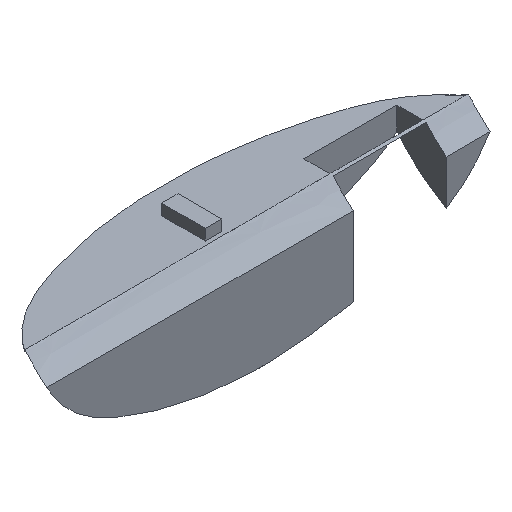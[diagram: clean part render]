
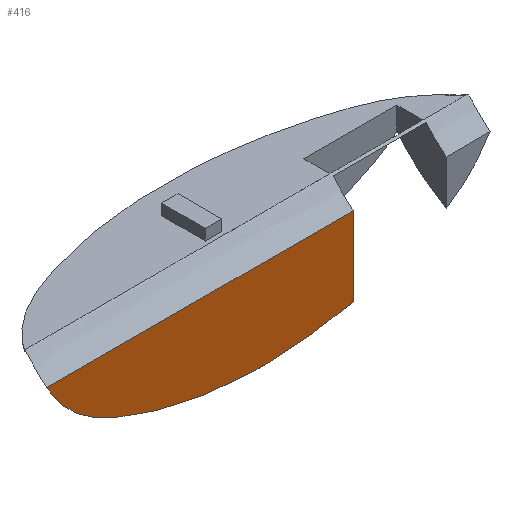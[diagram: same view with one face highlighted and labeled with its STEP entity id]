
A CAD part, isometric view. The second image highlights one B-rep face of the part: STEP entity #416.
In plain terms, the highlighted planar face has unit normal (0, -1, 0).
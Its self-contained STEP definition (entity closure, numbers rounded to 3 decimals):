
#2 = VERTEX_POINT ( 'NONE', #585 ) ;
#16 = ORIENTED_EDGE ( 'NONE', *, *, #387, .F. ) ;
#18 = ORIENTED_EDGE ( 'NONE', *, *, #133, .F. ) ;
#25 = CARTESIAN_POINT ( 'NONE',  ( 20.25, 20., -31.849 ) ) ;
#54 = CARTESIAN_POINT ( 'NONE',  ( 20.254, 20., -40. ) ) ;
#91 = ORIENTED_EDGE ( 'NONE', *, *, #224, .F. ) ;
#99 = B_SPLINE_CURVE_WITH_KNOTS ( 'NONE', 3,
 ( #753, #741, #734, #719 ),
 .UNSPECIFIED., .F., .F.,
 ( 4, 4 ),
 ( 0.49, 0.491 ),
 .UNSPECIFIED. ) ;
#100 = CARTESIAN_POINT ( 'NONE',  ( 40.5, 20., -40. ) ) ;
#112 = DIRECTION ( 'NONE',  ( 1., 0., 0. ) ) ;
#113 = VECTOR ( 'NONE', #234, 1000. ) ;
#117 = B_SPLINE_CURVE_WITH_KNOTS ( 'NONE', 3,
 ( #589, #802, #754, #738, #737, #732 ),
 .UNSPECIFIED., .F., .F.,
 ( 4, 2, 4 ),
 ( 0.015, 0.019, 0.023 ),
 .UNSPECIFIED. ) ;
#133 = EDGE_CURVE ( 'NONE', #237, #2, #228, .T. ) ;
#156 = VECTOR ( 'NONE', #282, 1000. ) ;
#168 = LINE ( 'NONE', #100, #113 ) ;
#202 = VERTEX_POINT ( 'NONE', #54 ) ;
#206 = VECTOR ( 'NONE', #112, 1000. ) ;
#224 = EDGE_CURVE ( 'NONE', #330, #272, #168, .T. ) ;
#228 = LINE ( 'NONE', #25, #206 ) ;
#234 = DIRECTION ( 'NONE',  ( -1., 0., 0. ) ) ;
#237 = VERTEX_POINT ( 'NONE', #351 ) ;
#246 = EDGE_CURVE ( 'NONE', #341, #202, #117, .T. ) ;
#263 = EDGE_CURVE ( 'NONE', #202, #330, #99, .T. ) ;
#272 = VERTEX_POINT ( 'NONE', #725 ) ;
#282 = DIRECTION ( 'NONE',  ( 0., 0., -1. ) ) ;
#330 = VERTEX_POINT ( 'NONE', #760 ) ;
#341 = VERTEX_POINT ( 'NONE', #551 ) ;
#351 = CARTESIAN_POINT ( 'NONE',  ( 0., 20., -31.849 ) ) ;
#387 = EDGE_CURVE ( 'NONE', #272, #237, #688, .T. ) ;
#400 = FACE_OUTER_BOUND ( 'NONE', #813, .T. ) ;
#401 = ORIENTED_EDGE ( 'NONE', *, *, #263, .F. ) ;
#416 = ADVANCED_FACE ( 'NONE', ( #400 ), #560, .F. ) ;
#469 = EDGE_CURVE ( 'NONE', #2, #341, #473, .T. ) ;
#473 = LINE ( 'NONE', #636, #156 ) ;
#518 = ORIENTED_EDGE ( 'NONE', *, *, #469, .F. ) ;
#551 = CARTESIAN_POINT ( 'NONE',  ( 28., 20., -39.06 ) ) ;
#557 = CARTESIAN_POINT ( 'NONE',  ( 0.219, 20., -32.242 ) ) ;
#558 = CARTESIAN_POINT ( 'NONE',  ( 0.454, 20., -32.625 ) ) ;
#560 = PLANE ( 'NONE',  #645 ) ;
#562 = CARTESIAN_POINT ( 'NONE',  ( 9.999, 20., -38.678 ) ) ;
#563 = CARTESIAN_POINT ( 'NONE',  ( 11.723, 20., -39.123 ) ) ;
#564 = CARTESIAN_POINT ( 'NONE',  ( 2.78, 20., -35.311 ) ) ;
#565 = CARTESIAN_POINT ( 'NONE',  ( 3.129, 20., -35.587 ) ) ;
#566 = CARTESIAN_POINT ( 'NONE',  ( 5.416, 20., -36.98 ) ) ;
#567 = CARTESIAN_POINT ( 'NONE',  ( 6.623, 20., -37.541 ) ) ;
#570 = CARTESIAN_POINT ( 'NONE',  ( 0., 20., 0. ) ) ;
#585 = CARTESIAN_POINT ( 'NONE',  ( 28., 20., -31.849 ) ) ;
#587 = DIRECTION ( 'NONE',  ( 0., 1., 0. ) ) ;
#589 = CARTESIAN_POINT ( 'NONE',  ( 28., 20., -39.06 ) ) ;
#602 = DIRECTION ( 'NONE',  ( 0., 0., 1. ) ) ;
#636 = CARTESIAN_POINT ( 'NONE',  ( 28., 20., -30. ) ) ;
#641 = CARTESIAN_POINT ( 'NONE',  ( 18.784, 20., -40. ) ) ;
#642 = CARTESIAN_POINT ( 'NONE',  ( 17.889, 20., -39.982 ) ) ;
#643 = CARTESIAN_POINT ( 'NONE',  ( 0.962, 20., -33.366 ) ) ;
#644 = CARTESIAN_POINT ( 'NONE',  ( 1.235, 20., -33.724 ) ) ;
#645 = AXIS2_PLACEMENT_3D ( 'NONE', #570, #587, #602 ) ;
#656 = CARTESIAN_POINT ( 'NONE',  ( 4.243, 20., -36.34 ) ) ;
#657 = CARTESIAN_POINT ( 'NONE',  ( 12.591, 20., -39.314 ) ) ;
#658 = CARTESIAN_POINT ( 'NONE',  ( 14.34, 20., -39.629 ) ) ;
#688 = B_SPLINE_CURVE_WITH_KNOTS ( 'NONE', 3,
 ( #641, #642, #712, #711, #658, #657, #563, #562, #709, #708, #567, #566, #707, #656, #706, #565, #564, #705, #704, #644, #643, #558, #557, #703 ),
 .UNSPECIFIED., .F., .F.,
 ( 4, 2, 2, 2, 2, 2, 2, 2, 2, 2, 2, 4 ),
 ( 0., 0.003, 0.005, 0.008, 0.011, 0.013, 0.015, 0.016, 0.017, 0.019, 0.02, 0.021 ),
 .UNSPECIFIED. ) ;
#703 = CARTESIAN_POINT ( 'NONE',  ( 0., 20., -31.849 ) ) ;
#704 = CARTESIAN_POINT ( 'NONE',  ( 1.816, 20., -34.399 ) ) ;
#705 = CARTESIAN_POINT ( 'NONE',  ( 2.124, 20., -34.717 ) ) ;
#706 = CARTESIAN_POINT ( 'NONE',  ( 3.86, 20., -36.102 ) ) ;
#707 = CARTESIAN_POINT ( 'NONE',  ( 5.02, 20., -36.779 ) ) ;
#708 = CARTESIAN_POINT ( 'NONE',  ( 7.452, 20., -37.859 ) ) ;
#709 = CARTESIAN_POINT ( 'NONE',  ( 9.14, 20., -38.426 ) ) ;
#711 = CARTESIAN_POINT ( 'NONE',  ( 15.22, 20., -39.753 ) ) ;
#712 = CARTESIAN_POINT ( 'NONE',  ( 16.995, 20., -39.929 ) ) ;
#719 = CARTESIAN_POINT ( 'NONE',  ( 20.25, 20., -40. ) ) ;
#725 = CARTESIAN_POINT ( 'NONE',  ( 18.784, 20., -40. ) ) ;
#732 = CARTESIAN_POINT ( 'NONE',  ( 20.254, 20., -40. ) ) ;
#734 = CARTESIAN_POINT ( 'NONE',  ( 20.251, 20., -40. ) ) ;
#737 = CARTESIAN_POINT ( 'NONE',  ( 21.558, 20., -39.974 ) ) ;
#738 = CARTESIAN_POINT ( 'NONE',  ( 22.857, 20., -39.884 ) ) ;
#741 = CARTESIAN_POINT ( 'NONE',  ( 20.253, 20., -40. ) ) ;
#753 = CARTESIAN_POINT ( 'NONE',  ( 20.254, 20., -40. ) ) ;
#754 = CARTESIAN_POINT ( 'NONE',  ( 25.442, 20., -39.568 ) ) ;
#760 = CARTESIAN_POINT ( 'NONE',  ( 20.25, 20., -40. ) ) ;
#799 = ORIENTED_EDGE ( 'NONE', *, *, #246, .F. ) ;
#802 = CARTESIAN_POINT ( 'NONE',  ( 26.729, 20., -39.342 ) ) ;
#813 = EDGE_LOOP ( 'NONE', ( #518, #18, #16, #91, #401, #799 ) ) ;
